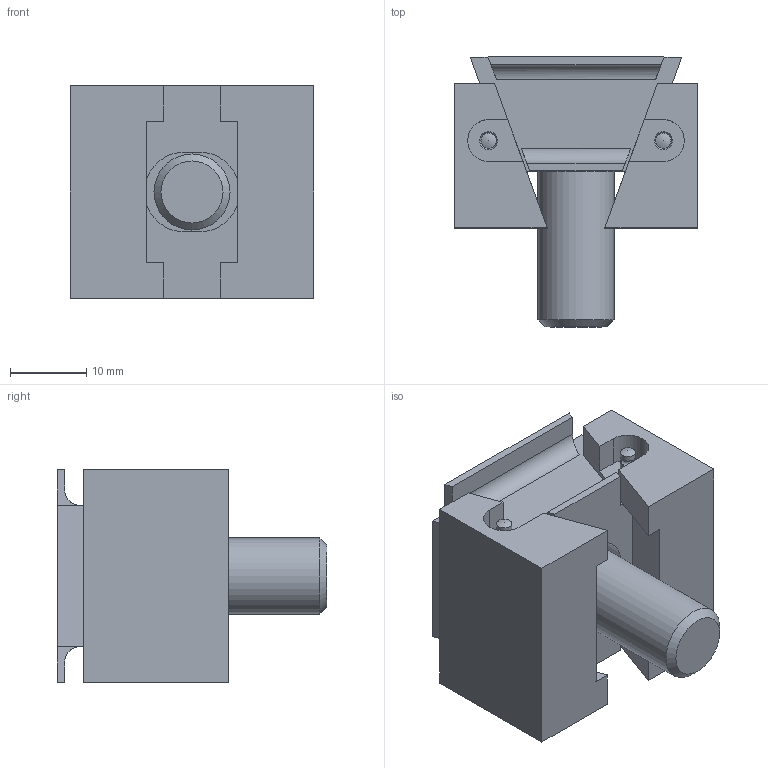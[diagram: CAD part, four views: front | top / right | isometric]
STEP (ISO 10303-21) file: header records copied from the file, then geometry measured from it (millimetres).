
FILE_DESCRIPTION( ( 'STEP AP214' ), '1' );
FILE_NAME( 'K0039.1110.stp', '2020-11-24T15:18:49', ( '' ), ( '' ), ' ', 'PARTsolutions', ' ' );
FILE_SCHEMA( ( 'AUTOMOTIVE_DESIGN { 1 0 10303 214 1 1 1 1 }' ) );
Length unit declared in the file: millimetre
Products named in the file (5): K0039.1110; _K0039.1110_spannkeil; _backe_K0039.1110; _din_1469_2; _K0869.10X25
Assembly tree (8 placements, depth 2):
  K0039.1110
    _K0039.1110_spannkeil
    _backe_K0039.1110  x2
    _din_1469_2  x4
    _K0869.10X25
Bounding box: 32 x 35.5 x 28 mm (x, y, z)
Volume: 14503.3 mm3; surface area: 9467.3 mm2
Topology: 8 solids, 8 shells, 131 faces, 308 edges, 199 vertices
Faces by surface type: plane 86, cylinder 26, cone 10, torus 5, bspline 4
Full cylindrical faces by diameter (mm): 2 x12, 10 x1, 16 x1
Entity records: 3245 total; most frequent: CARTESIAN_POINT 450, DIRECTION 424, ORIENTED_EDGE 384, EDGE_CURVE 192, LINE 148, VECTOR 148, AXIS2_PLACEMENT_3D 138, VERTEX_POINT 136
